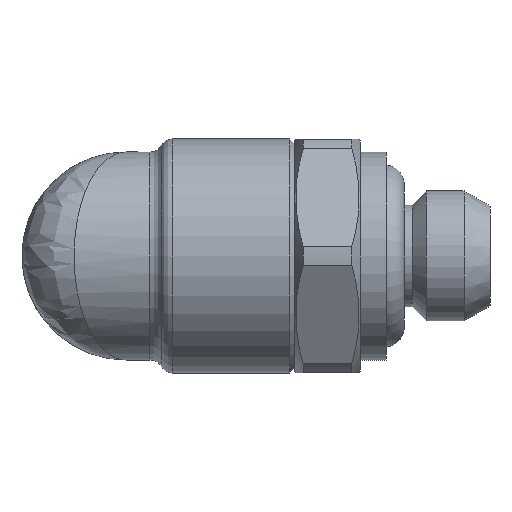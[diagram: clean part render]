
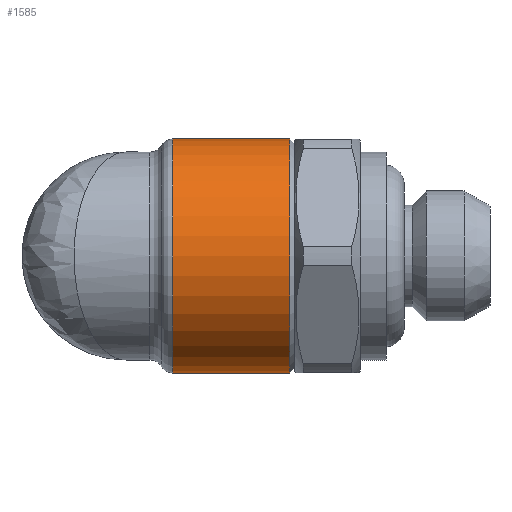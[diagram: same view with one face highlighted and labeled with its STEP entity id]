
A CAD part, left-side view. The second image highlights one B-rep face of the part: STEP entity #1585.
In plain terms, the highlighted cylindrical face has radius 4.5 mm (diameter 9 mm), a partial arc.
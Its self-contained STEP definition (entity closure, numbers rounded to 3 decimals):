
#256 = DIRECTION ( 'NONE',  ( 0., 0., -1. ) ) ;
#258 = DIRECTION ( 'NONE',  ( 0., -1., 0. ) ) ;
#259 = CARTESIAN_POINT ( 'NONE',  ( 0., -1.789, 0. ) ) ;
#285 = CARTESIAN_POINT ( 'NONE',  ( 0., -1.789, -4.5 ) ) ;
#292 = AXIS2_PLACEMENT_3D ( 'NONE', #259, #258, #256 ) ;
#293 = CIRCLE ( 'NONE', #292, 4.5 ) ;
#422 = LINE ( 'NONE', #445, #435 ) ;
#434 = DIRECTION ( 'NONE',  ( 0., 1., 0. ) ) ;
#435 = VECTOR ( 'NONE', #434, 1000. ) ;
#445 = CARTESIAN_POINT ( 'NONE',  ( 0., 10.471, -4.5 ) ) ;
#469 = DIRECTION ( 'NONE',  ( 0., 1., 0. ) ) ;
#470 = VECTOR ( 'NONE', #469, 1000. ) ;
#471 = LINE ( 'NONE', #472, #470 ) ;
#472 = CARTESIAN_POINT ( 'NONE',  ( 0., 10.471, 4.5 ) ) ;
#544 = CARTESIAN_POINT ( 'NONE',  ( 0., -1.789, 4.5 ) ) ;
#809 = CARTESIAN_POINT ( 'NONE',  ( 0., -6.3, 4.5 ) ) ;
#822 = CARTESIAN_POINT ( 'NONE',  ( 0., -6.3, -4.5 ) ) ;
#989 = VERTEX_POINT ( 'NONE', #809 ) ;
#1007 = VERTEX_POINT ( 'NONE', #822 ) ;
#1061 = VERTEX_POINT ( 'NONE', #544 ) ;
#1073 = VERTEX_POINT ( 'NONE', #285 ) ;
#1077 = EDGE_CURVE ( 'NONE', #1061, #1073, #293, .T. ) ;
#1153 = EDGE_CURVE ( 'NONE', #1007, #1073, #422, .T. ) ;
#1172 = EDGE_CURVE ( 'NONE', #989, #1061, #471, .T. ) ;
#1557 = ORIENTED_EDGE ( 'NONE', *, *, #1077, .T. ) ;
#1563 = ORIENTED_EDGE ( 'NONE', *, *, #1571, .F. ) ;
#1571 = EDGE_CURVE ( 'NONE', #989, #1007, #1932, .T. ) ;
#1580 = ORIENTED_EDGE ( 'NONE', *, *, #1153, .F. ) ;
#1585 = ADVANCED_FACE ( 'NONE', ( #2409 ), #2408, .T. ) ;
#1606 = EDGE_LOOP ( 'NONE', ( #1580, #1563, #1613, #1557 ) ) ;
#1613 = ORIENTED_EDGE ( 'NONE', *, *, #1172, .T. ) ;
#1871 = DIRECTION ( 'NONE',  ( 0., -1., 0. ) ) ;
#1872 = DIRECTION ( 'NONE',  ( 0., 0., 1. ) ) ;
#1930 = CARTESIAN_POINT ( 'NONE',  ( 0., -6.3, 0. ) ) ;
#1931 = AXIS2_PLACEMENT_3D ( 'NONE', #1930, #1871, #1872 ) ;
#1932 = CIRCLE ( 'NONE', #1931, 4.5 ) ;
#2408 = CYLINDRICAL_SURFACE ( 'NONE', #2431, 4.5 ) ;
#2409 = FACE_OUTER_BOUND ( 'NONE', #1606, .T. ) ;
#2412 = DIRECTION ( 'NONE',  ( 0., 1., 0. ) ) ;
#2431 = AXIS2_PLACEMENT_3D ( 'NONE', #2438, #2412, #2455 ) ;
#2438 = CARTESIAN_POINT ( 'NONE',  ( 0., 10.471, 0. ) ) ;
#2455 = DIRECTION ( 'NONE',  ( 0., 0., 1. ) ) ;
